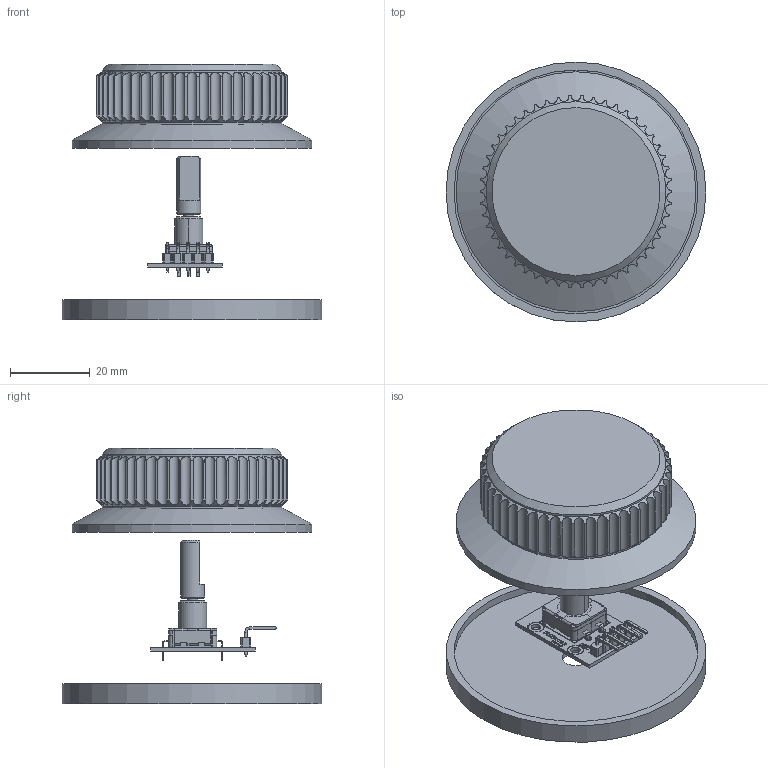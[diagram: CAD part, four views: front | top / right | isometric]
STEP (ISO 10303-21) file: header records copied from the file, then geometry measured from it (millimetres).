
FILE_DESCRIPTION(/* description */ (''),/* implementation_level */ '2;1');
FILE_NAME(/* name */ 'Handwheel V2 v10.step',/* time_stamp */ '2022-01-24T17:36:33-05:00',/* author */ (''),/* organization */ (''),/* preprocessor_version */ 'ST-DEVELOPER v18.1',/* originating_system */ 'Autodesk Translation Framework v10.13.0.1454',/* authorisation */ '');
FILE_SCHEMA (('AUTOMOTIVE_DESIGN { 1 0 10303 214 3 1 1 }'));
Products named in the file (5): Handwheel V2; Rotary Encoder; 2.54 5PIN 90; pcb; D-handle
Assembly tree (4 placements, depth 2):
  Handwheel V2
    Rotary Encoder
    2.54 5PIN 90
    pcb
    D-handle
Bounding box: 65 x 65 x 64 mm (x, y, z)
Volume: 50619.4 mm3; surface area: 20869.8 mm2
Topology: 18 solids, 18 shells, 1209 faces, 3116 edges, 2020 vertices
Faces by surface type: plane 706, bspline 284, cylinder 210, cone 9
Full cylindrical faces by diameter (mm): 0.999 x5, 1 x5, 1.699 x10, 1.7 x8, 2.4 x2, 2.6 x1, 3.8 x2, 4.1 x1, 6 x1, 7 x2, 45 x2, 60 x1, 61 x1, 65 x1
Entity records: 48658 total; most frequent: CARTESIAN_POINT 20930, ORIENTED_EDGE 6232, DIRECTION 4647, EDGE_CURVE 3116, LINE 2113, VECTOR 2113, VERTEX_POINT 2020, EDGE_LOOP 1312
